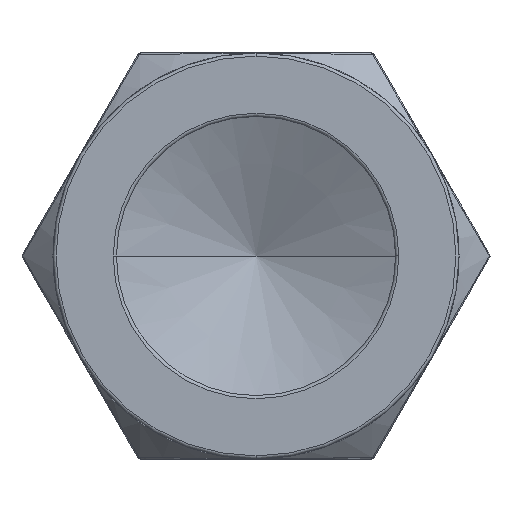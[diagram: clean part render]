
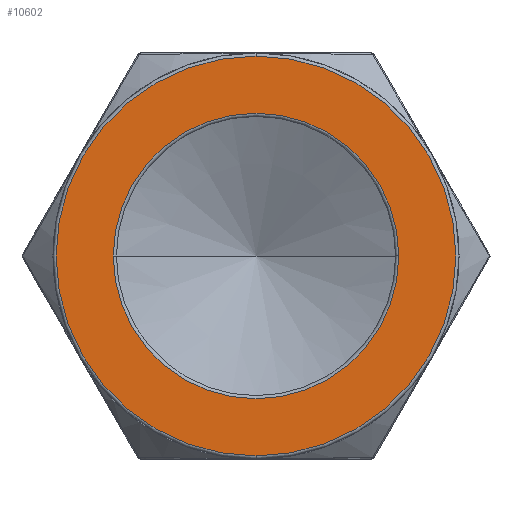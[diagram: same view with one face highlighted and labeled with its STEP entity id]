
A CAD part, left-side view. The second image highlights one B-rep face of the part: STEP entity #10602.
In plain terms, the highlighted face is planar.
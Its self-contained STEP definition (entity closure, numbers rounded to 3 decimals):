
#7924=CARTESIAN_POINT('',(0.,0.,0.));
#7925=DIRECTION('',(-1.,0.,0.));
#7926=DIRECTION('',(0.,1.,0.));
#7927=AXIS2_PLACEMENT_3D('',#7924,#7925,#7926);
#7929=CARTESIAN_POINT('',(0.,0.,0.));
#7930=DIRECTION('',(-1.,0.,0.));
#7931=DIRECTION('',(0.,-1.,0.));
#7932=AXIS2_PLACEMENT_3D('',#7929,#7930,#7931);
#7934=CARTESIAN_POINT('',(0.,0.,0.));
#7935=DIRECTION('',(1.,0.,0.));
#7936=DIRECTION('',(0.,0.,1.));
#7937=AXIS2_PLACEMENT_3D('',#7934,#7935,#7936);
#7939=CARTESIAN_POINT('',(0.,0.,0.));
#7940=DIRECTION('',(1.,0.,0.));
#7941=DIRECTION('',(0.,0.,-1.));
#7942=AXIS2_PLACEMENT_3D('',#7939,#7940,#7941);
#10408=CARTESIAN_POINT('',(0.,11.25,0.));
#10409=CARTESIAN_POINT('',(0.,-11.25,0.));
#10410=VERTEX_POINT('',#10408);
#10411=VERTEX_POINT('',#10409);
#10446=CARTESIAN_POINT('',(0.,0.,15.75));
#10447=CARTESIAN_POINT('',(0.,0.,-15.75));
#10448=VERTEX_POINT('',#10446);
#10449=VERTEX_POINT('',#10447);
#10585=CARTESIAN_POINT('',(0.,0.,0.));
#10586=DIRECTION('',(1.,0.,0.));
#10587=DIRECTION('',(0.,-1.,0.));
#10588=AXIS2_PLACEMENT_3D('',#10585,#10586,#10587);
#10589=PLANE('',#10588);
#10591=ORIENTED_EDGE('',*,*,#10590,.F.);
#10593=ORIENTED_EDGE('',*,*,#10592,.F.);
#10594=EDGE_LOOP('',(#10591,#10593));
#10595=FACE_OUTER_BOUND('',#10594,.F.);
#10597=ORIENTED_EDGE('',*,*,#10596,.F.);
#10599=ORIENTED_EDGE('',*,*,#10598,.F.);
#10600=EDGE_LOOP('',(#10597,#10599));
#10601=FACE_BOUND('',#10600,.F.);
#7928=CIRCLE('',#7927,11.25);
#7933=CIRCLE('',#7932,11.25);
#7938=CIRCLE('',#7937,15.75);
#7943=CIRCLE('',#7942,15.75);
#10590=EDGE_CURVE('',#10448,#10449,#7938,.T.);
#10592=EDGE_CURVE('',#10449,#10448,#7943,.T.);
#10596=EDGE_CURVE('',#10410,#10411,#7928,.T.);
#10598=EDGE_CURVE('',#10411,#10410,#7933,.T.);
#10602=ADVANCED_FACE('',(#10595,#10601),#10589,.T.);
